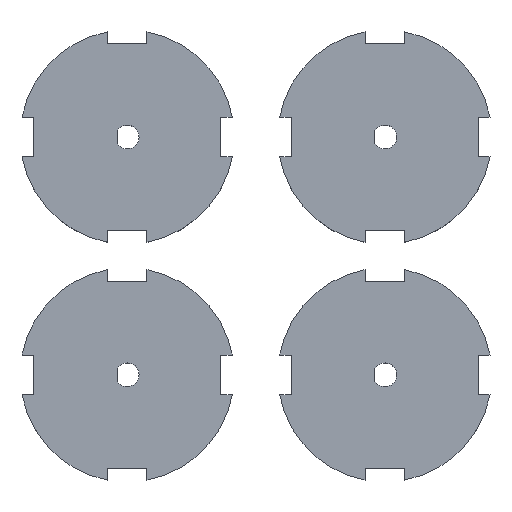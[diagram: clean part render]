
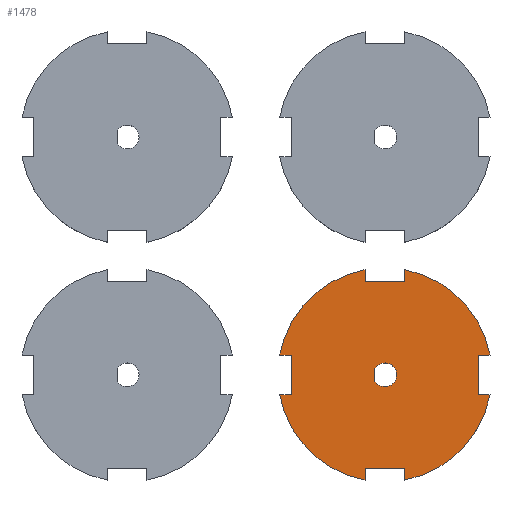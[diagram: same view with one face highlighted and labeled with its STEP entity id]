
A CAD part, top view. The second image highlights one B-rep face of the part: STEP entity #1478.
In plain terms, the highlighted planar face has unit normal (0, 0, 1).
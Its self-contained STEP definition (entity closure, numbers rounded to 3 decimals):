
#42=FACE_BOUND('',#188,.T.);
#54=CIRCLE('',#1565,27.);
#55=CIRCLE('',#1567,27.);
#56=CIRCLE('',#1569,27.);
#57=CIRCLE('',#1571,27.);
#58=CIRCLE('',#1573,3.);
#106=FACE_OUTER_BOUND('',#187,.T.);
#187=EDGE_LOOP('',(#1051,#1052,#1053,#1054,#1055,#1056,#1057,#1058,#1059,
#1060,#1061,#1062,#1063,#1064,#1065,#1066));
#188=EDGE_LOOP('',(#1067,#1068));
#257=LINE('',#2088,#433);
#261=LINE('',#2096,#437);
#264=LINE('',#2102,#440);
#267=LINE('',#2109,#443);
#271=LINE('',#2118,#447);
#275=LINE('',#2125,#451);
#277=LINE('',#2130,#453);
#281=LINE('',#2138,#457);
#284=LINE('',#2144,#460);
#287=LINE('',#2151,#463);
#291=LINE('',#2160,#467);
#295=LINE('',#2167,#471);
#298=LINE('',#2189,#474);
#433=VECTOR('',#1670,10.);
#437=VECTOR('',#1676,10.);
#440=VECTOR('',#1681,10.);
#443=VECTOR('',#1686,10.);
#447=VECTOR('',#1692,10.);
#451=VECTOR('',#1698,10.);
#453=VECTOR('',#1702,10.);
#457=VECTOR('',#1708,10.);
#460=VECTOR('',#1713,10.);
#463=VECTOR('',#1718,10.);
#467=VECTOR('',#1724,10.);
#471=VECTOR('',#1730,10.);
#474=VECTOR('',#1763,10.);
#609=VERTEX_POINT('',#2086);
#610=VERTEX_POINT('',#2087);
#613=VERTEX_POINT('',#2095);
#615=VERTEX_POINT('',#2101);
#617=VERTEX_POINT('',#2107);
#618=VERTEX_POINT('',#2108);
#621=VERTEX_POINT('',#2116);
#622=VERTEX_POINT('',#2117);
#625=VERTEX_POINT('',#2128);
#626=VERTEX_POINT('',#2129);
#629=VERTEX_POINT('',#2137);
#631=VERTEX_POINT('',#2143);
#633=VERTEX_POINT('',#2149);
#634=VERTEX_POINT('',#2150);
#637=VERTEX_POINT('',#2158);
#638=VERTEX_POINT('',#2159);
#643=VERTEX_POINT('',#2187);
#644=VERTEX_POINT('',#2188);
#753=EDGE_CURVE('',#609,#610,#257,.T.);
#757=EDGE_CURVE('',#613,#609,#261,.T.);
#760=EDGE_CURVE('',#615,#613,#264,.T.);
#763=EDGE_CURVE('',#617,#618,#267,.T.);
#767=EDGE_CURVE('',#621,#622,#271,.T.);
#771=EDGE_CURVE('',#618,#621,#275,.T.);
#773=EDGE_CURVE('',#625,#626,#277,.T.);
#777=EDGE_CURVE('',#629,#625,#281,.T.);
#780=EDGE_CURVE('',#631,#629,#284,.T.);
#783=EDGE_CURVE('',#633,#634,#287,.T.);
#787=EDGE_CURVE('',#637,#638,#291,.T.);
#791=EDGE_CURVE('',#634,#637,#295,.T.);
#799=EDGE_CURVE('',#617,#638,#54,.T.);
#800=EDGE_CURVE('',#631,#622,#55,.T.);
#801=EDGE_CURVE('',#615,#626,#56,.T.);
#802=EDGE_CURVE('',#633,#610,#57,.T.);
#803=EDGE_CURVE('',#643,#644,#298,.T.);
#804=EDGE_CURVE('',#644,#643,#58,.T.);
#1051=ORIENTED_EDGE('',*,*,#753,.T.);
#1052=ORIENTED_EDGE('',*,*,#802,.F.);
#1053=ORIENTED_EDGE('',*,*,#783,.T.);
#1054=ORIENTED_EDGE('',*,*,#791,.T.);
#1055=ORIENTED_EDGE('',*,*,#787,.T.);
#1056=ORIENTED_EDGE('',*,*,#799,.F.);
#1057=ORIENTED_EDGE('',*,*,#763,.T.);
#1058=ORIENTED_EDGE('',*,*,#771,.T.);
#1059=ORIENTED_EDGE('',*,*,#767,.T.);
#1060=ORIENTED_EDGE('',*,*,#800,.F.);
#1061=ORIENTED_EDGE('',*,*,#780,.T.);
#1062=ORIENTED_EDGE('',*,*,#777,.T.);
#1063=ORIENTED_EDGE('',*,*,#773,.T.);
#1064=ORIENTED_EDGE('',*,*,#801,.F.);
#1065=ORIENTED_EDGE('',*,*,#760,.T.);
#1066=ORIENTED_EDGE('',*,*,#757,.T.);
#1067=ORIENTED_EDGE('',*,*,#803,.T.);
#1068=ORIENTED_EDGE('',*,*,#804,.T.);
#1414=PLANE('',#1572);
#1478=ADVANCED_FACE('',(#106,#42),#1414,.F.);
#1565=AXIS2_PLACEMENT_3D('',#2179,#1747,#1748);
#1567=AXIS2_PLACEMENT_3D('',#2181,#1751,#1752);
#1569=AXIS2_PLACEMENT_3D('',#2183,#1755,#1756);
#1571=AXIS2_PLACEMENT_3D('',#2185,#1759,#1760);
#1572=AXIS2_PLACEMENT_3D('',#2186,#1761,#1762);
#1573=AXIS2_PLACEMENT_3D('',#2190,#1764,#1765);
#1670=DIRECTION('',(0.,-1.,0.));
#1676=DIRECTION('',(1.,0.,0.));
#1681=DIRECTION('',(0.,1.,0.));
#1686=DIRECTION('',(0.,-1.,0.));
#1692=DIRECTION('',(0.,1.,0.));
#1698=DIRECTION('',(-1.,0.,0.));
#1702=DIRECTION('',(-1.,0.,0.));
#1708=DIRECTION('',(0.,-1.,0.));
#1713=DIRECTION('',(1.,0.,0.));
#1718=DIRECTION('',(-1.,0.,0.));
#1724=DIRECTION('',(1.,0.,0.));
#1730=DIRECTION('',(0.,1.,0.));
#1747=DIRECTION('center_axis',(0.,0.,-1.));
#1748=DIRECTION('ref_axis',(0.,1.,0.));
#1751=DIRECTION('center_axis',(0.,0.,-1.));
#1752=DIRECTION('ref_axis',(0.,1.,0.));
#1755=DIRECTION('center_axis',(0.,0.,-1.));
#1756=DIRECTION('ref_axis',(0.,1.,0.));
#1759=DIRECTION('center_axis',(0.,0.,-1.));
#1760=DIRECTION('ref_axis',(0.,1.,0.));
#1761=DIRECTION('center_axis',(0.,0.,-1.));
#1762=DIRECTION('ref_axis',(0.,-1.,0.));
#1763=DIRECTION('',(0.,1.,0.));
#1764=DIRECTION('center_axis',(0.,0.,-1.));
#1765=DIRECTION('ref_axis',(0.,-1.,0.));
#2086=CARTESIAN_POINT('',(37.467,-153.533,11.967));
#2087=CARTESIAN_POINT('',(37.467,-156.533,11.967));
#2088=CARTESIAN_POINT('',(37.467,-141.766,11.967));
#2095=CARTESIAN_POINT('',(27.467,-153.533,11.967));
#2096=CARTESIAN_POINT('',(29.967,-153.533,11.967));
#2101=CARTESIAN_POINT('',(27.467,-156.533,11.967));
#2102=CARTESIAN_POINT('',(27.467,-143.266,11.967));
#2107=CARTESIAN_POINT('',(37.467,-103.467,11.967));
#2108=CARTESIAN_POINT('',(37.467,-106.467,11.967));
#2109=CARTESIAN_POINT('',(37.467,-116.734,11.967));
#2116=CARTESIAN_POINT('',(27.467,-106.467,11.967));
#2117=CARTESIAN_POINT('',(27.467,-103.467,11.967));
#2118=CARTESIAN_POINT('',(27.467,-118.234,11.967));
#2125=CARTESIAN_POINT('',(34.967,-106.467,11.967));
#2128=CARTESIAN_POINT('',(8.934,-135.,11.967));
#2129=CARTESIAN_POINT('',(5.934,-135.,11.967));
#2130=CARTESIAN_POINT('',(20.701,-135.,11.967));
#2137=CARTESIAN_POINT('',(8.934,-125.,11.967));
#2138=CARTESIAN_POINT('',(8.934,-127.5,11.967));
#2143=CARTESIAN_POINT('',(5.934,-125.,11.967));
#2144=CARTESIAN_POINT('',(19.201,-125.,11.967));
#2149=CARTESIAN_POINT('',(59.,-135.,11.967));
#2150=CARTESIAN_POINT('',(56.,-135.,11.967));
#2151=CARTESIAN_POINT('',(45.734,-135.,11.967));
#2158=CARTESIAN_POINT('',(56.,-125.,11.967));
#2159=CARTESIAN_POINT('',(59.,-125.,11.967));
#2160=CARTESIAN_POINT('',(44.234,-125.,11.967));
#2167=CARTESIAN_POINT('',(56.,-132.5,11.967));
#2179=CARTESIAN_POINT('Origin',(32.467,-130.,11.967));
#2181=CARTESIAN_POINT('Origin',(32.467,-130.,11.967));
#2183=CARTESIAN_POINT('Origin',(32.467,-130.,11.967));
#2185=CARTESIAN_POINT('Origin',(32.467,-130.,11.967));
#2186=CARTESIAN_POINT('Origin',(32.467,-130.,11.967));
#2187=CARTESIAN_POINT('',(29.967,-131.658,11.967));
#2188=CARTESIAN_POINT('',(29.967,-128.342,11.967));
#2189=CARTESIAN_POINT('',(29.967,-130.,11.967));
#2190=CARTESIAN_POINT('Origin',(32.467,-130.,11.967));
